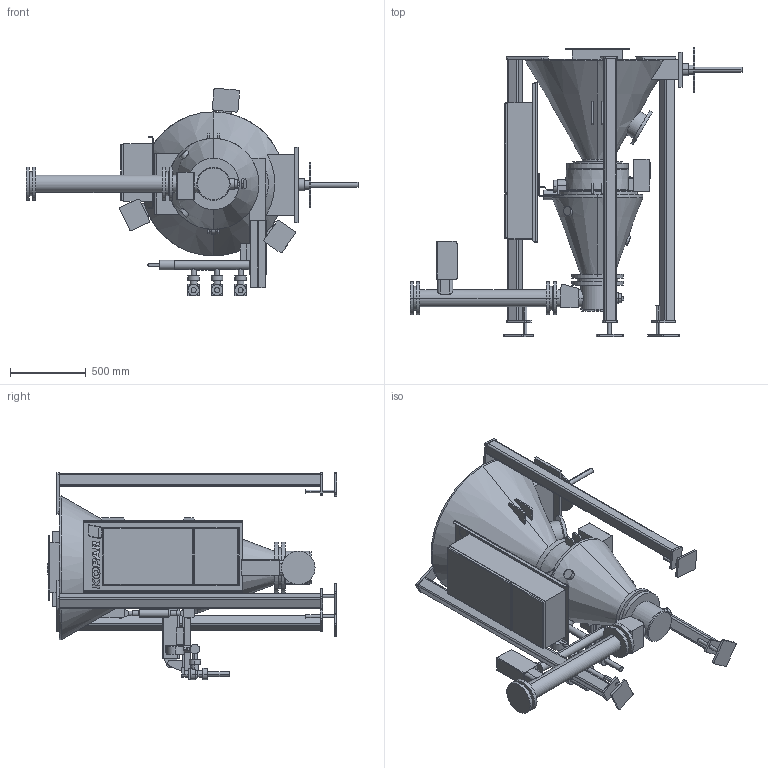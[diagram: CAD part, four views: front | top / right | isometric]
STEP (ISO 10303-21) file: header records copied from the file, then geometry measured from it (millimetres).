
FILE_DESCRIPTION (( 'STEP AP203' ), '1' );
FILE_NAME ('ELMO100L-KOPAR.STEP', '2021-04-07T08:37:39', ( '' ), ( '' ), 'SwSTEP 2.0', 'SolidWorks 2017', '' );
FILE_SCHEMA (( 'CONFIG_CONTROL_DESIGN' ));
Length unit declared in the file: millimetre
Products named in the file (1): ELMO100L-KOPAR
Bounding box: 2191.25 x 1913 x 1369.67 mm (x, y, z)
Volume: 493091169.8 mm3; surface area: 10491907.9 mm2
Topology: 5 solids, 5 shells, 838 faces, 2103 edges, 1352 vertices
Faces by surface type: plane 497, cylinder 296, cone 23, sphere 8, bspline 8, torus 6
Entity records: 27476 total; most frequent: CARTESIAN_POINT 6940, DIRECTION 4289, ORIENTED_EDGE 4190, EDGE_CURVE 2095, AXIS2_PLACEMENT_3D 1461, VECTOR 1367, LINE 1367, VERTEX_POINT 1352
